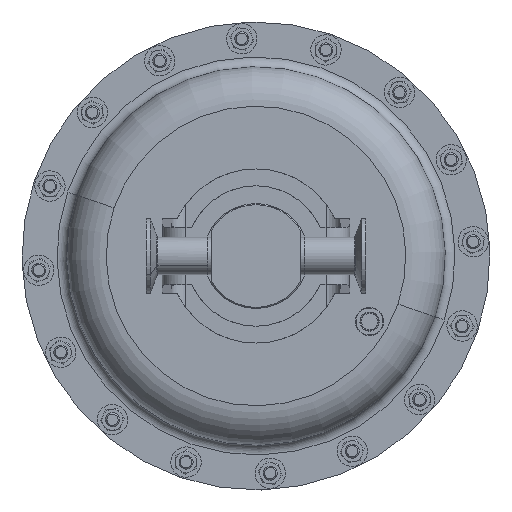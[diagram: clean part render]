
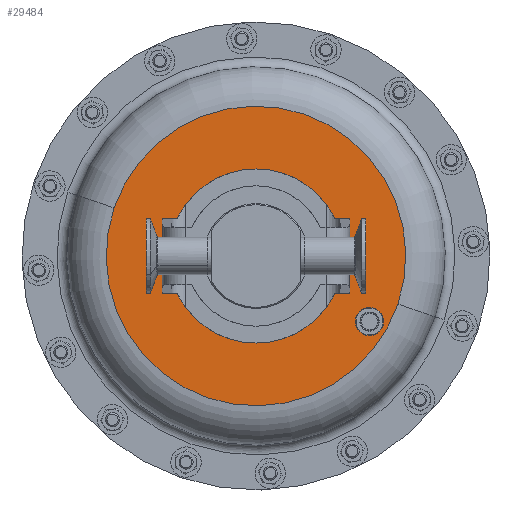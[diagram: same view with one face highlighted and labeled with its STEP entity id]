
A CAD part, front view. The second image highlights one B-rep face of the part: STEP entity #29484.
In plain terms, the highlighted planar face has unit normal (0, -1, 0).
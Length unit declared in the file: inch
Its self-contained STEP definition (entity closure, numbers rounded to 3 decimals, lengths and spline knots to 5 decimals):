
#113 = CARTESIAN_POINT ( 'NONE',  ( -3.78772, 10.4865, 1.28576 ) ) ;
#789 = CIRCLE ( 'NONE', #28501, 0.375 ) ;
#825 = CARTESIAN_POINT ( 'NONE',  ( 0., 10.4865, 2.325 ) ) ;
#1232 = DIRECTION ( 'NONE',  ( 0.947, 0., -0.321 ) ) ;
#1322 = EDGE_CURVE ( 'NONE', #31350, #3775, #2301, .T. ) ;
#1346 = CARTESIAN_POINT ( 'NONE',  ( 0., 10.4865, 0. ) ) ;
#1379 = FACE_BOUND ( 'NONE', #22730, .T. ) ;
#1407 = ORIENTED_EDGE ( 'NONE', *, *, #29132, .T. ) ;
#1726 = EDGE_LOOP ( 'NONE', ( #1407, #12987 ) ) ;
#2301 = CIRCLE ( 'NONE', #3175, 4. ) ;
#2839 = DIRECTION ( 'NONE',  ( 0., 1., 0. ) ) ;
#3175 = AXIS2_PLACEMENT_3D ( 'NONE', #26942, #21905, #4968 ) ;
#3257 = AXIS2_PLACEMENT_3D ( 'NONE', #14200, #6846, #28909 ) ;
#3775 = VERTEX_POINT ( 'NONE', #15634 ) ;
#3941 = ORIENTED_EDGE ( 'NONE', *, *, #25651, .F. ) ;
#4189 = ORIENTED_EDGE ( 'NONE', *, *, #9611, .F. ) ;
#4203 = CARTESIAN_POINT ( 'NONE',  ( 0., 10.4865, 0. ) ) ;
#4593 = EDGE_CURVE ( 'NONE', #13280, #9368, #10024, .T. ) ;
#4968 = DIRECTION ( 'NONE',  ( 0.947, 0., -0.321 ) ) ;
#5711 = VERTEX_POINT ( 'NONE', #27547 ) ;
#6023 = CARTESIAN_POINT ( 'NONE',  ( 0., 10.4865, -2.325 ) ) ;
#6812 = DIRECTION ( 'NONE',  ( 0., -1., 0. ) ) ;
#6846 = DIRECTION ( 'NONE',  ( 0., -1., 0. ) ) ;
#8765 = CARTESIAN_POINT ( 'NONE',  ( 2.93778, 10.4865, -1.38679 ) ) ;
#9368 = VERTEX_POINT ( 'NONE', #825 ) ;
#9611 = EDGE_CURVE ( 'NONE', #9368, #13280, #22924, .T. ) ;
#10024 = CIRCLE ( 'NONE', #3257, 2.325 ) ;
#10871 = AXIS2_PLACEMENT_3D ( 'NONE', #4203, #11475, #13909 ) ;
#11475 = DIRECTION ( 'NONE',  ( 0., -1., 0. ) ) ;
#11517 = PLANE ( 'NONE',  #25596 ) ;
#12521 = CIRCLE ( 'NONE', #23356, 0.375 ) ;
#12987 = ORIENTED_EDGE ( 'NONE', *, *, #20003, .T. ) ;
#13280 = VERTEX_POINT ( 'NONE', #6023 ) ;
#13909 = DIRECTION ( 'NONE',  ( 0., 0., -1. ) ) ;
#14057 = DIRECTION ( 'NONE',  ( -0.947, 0., 0.321 ) ) ;
#14200 = CARTESIAN_POINT ( 'NONE',  ( 0., 10.4865, 0. ) ) ;
#15242 = CARTESIAN_POINT ( 'NONE',  ( 3.03109, 10.4865, -1.75 ) ) ;
#15540 = FACE_BOUND ( 'NONE', #1726, .T. ) ;
#15634 = CARTESIAN_POINT ( 'NONE',  ( 3.78772, 10.4865, -1.28576 ) ) ;
#18276 = ORIENTED_EDGE ( 'NONE', *, *, #1322, .F. ) ;
#20003 = EDGE_CURVE ( 'NONE', #22520, #5711, #789, .T. ) ;
#21395 = DIRECTION ( 'NONE',  ( 0.249, 0., -0.969 ) ) ;
#21603 = DIRECTION ( 'NONE',  ( 0., 1., 0. ) ) ;
#21827 = EDGE_LOOP ( 'NONE', ( #3941, #18276 ) ) ;
#21905 = DIRECTION ( 'NONE',  ( 0., 1., 0. ) ) ;
#22520 = VERTEX_POINT ( 'NONE', #8765 ) ;
#22730 = EDGE_LOOP ( 'NONE', ( #27305, #4189 ) ) ;
#22924 = CIRCLE ( 'NONE', #10871, 2.325 ) ;
#23356 = AXIS2_PLACEMENT_3D ( 'NONE', #15242, #2839, #27268 ) ;
#24017 = FACE_OUTER_BOUND ( 'NONE', #21827, .T. ) ;
#25113 = AXIS2_PLACEMENT_3D ( 'NONE', #1346, #30907, #1232 ) ;
#25596 = AXIS2_PLACEMENT_3D ( 'NONE', #28659, #6812, #14057 ) ;
#25651 = EDGE_CURVE ( 'NONE', #3775, #31350, #29625, .T. ) ;
#26942 = CARTESIAN_POINT ( 'NONE',  ( 0., 10.4865, 0. ) ) ;
#27268 = DIRECTION ( 'NONE',  ( 0.249, 0., -0.969 ) ) ;
#27305 = ORIENTED_EDGE ( 'NONE', *, *, #4593, .F. ) ;
#27547 = CARTESIAN_POINT ( 'NONE',  ( 3.1244, 10.4865, -2.11321 ) ) ;
#28501 = AXIS2_PLACEMENT_3D ( 'NONE', #28882, #21603, #21395 ) ;
#28659 = CARTESIAN_POINT ( 'NONE',  ( -1.28576, 10.4865, -3.78772 ) ) ;
#28882 = CARTESIAN_POINT ( 'NONE',  ( 3.03109, 10.4865, -1.75 ) ) ;
#28909 = DIRECTION ( 'NONE',  ( 0., 0., -1. ) ) ;
#29132 = EDGE_CURVE ( 'NONE', #5711, #22520, #12521, .T. ) ;
#29484 = ADVANCED_FACE ( 'NONE', ( #1379, #24017, #15540 ), #11517, .T. ) ;
#29625 = CIRCLE ( 'NONE', #25113, 4. ) ;
#30907 = DIRECTION ( 'NONE',  ( 0., 1., 0. ) ) ;
#31350 = VERTEX_POINT ( 'NONE', #113 ) ;
